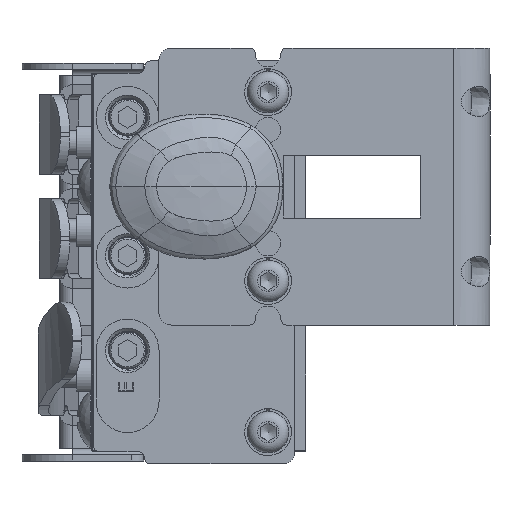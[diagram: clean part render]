
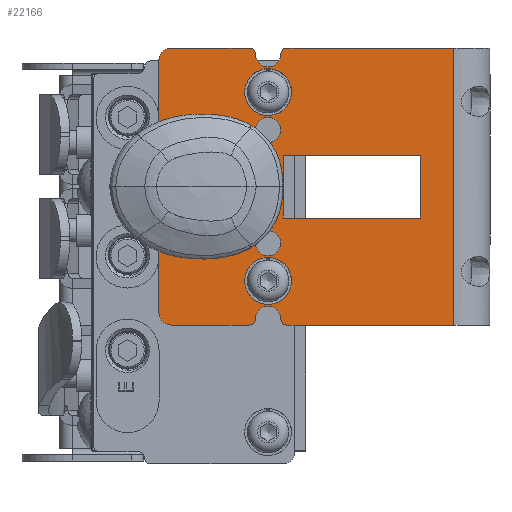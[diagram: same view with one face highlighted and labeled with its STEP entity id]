
A CAD part, left-side view. The second image highlights one B-rep face of the part: STEP entity #22166.
In plain terms, the highlighted planar face has unit normal (-1, 0, 0).
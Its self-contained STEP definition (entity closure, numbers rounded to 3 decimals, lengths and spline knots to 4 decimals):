
#740=FACE_BOUND('',#3799,.T.);
#741=FACE_BOUND('',#3800,.T.);
#742=FACE_BOUND('',#3801,.T.);
#743=FACE_BOUND('',#3802,.T.);
#744=FACE_BOUND('',#3803,.T.);
#745=FACE_BOUND('',#3804,.T.);
#918=PLANE('',#23491);
#1485=CIRCLE('',#23393,0.0625);
#1506=CIRCLE('',#23416,0.125);
#1507=CIRCLE('',#23418,0.0625);
#1508=CIRCLE('',#23420,0.0625);
#1509=CIRCLE('',#23422,0.125);
#1510=CIRCLE('',#23424,0.0625);
#1511=CIRCLE('',#23427,0.125);
#1512=CIRCLE('',#23430,0.125);
#1513=CIRCLE('',#23433,0.25);
#1514=CIRCLE('',#23435,0.572);
#1515=CIRCLE('',#23437,0.25);
#1546=CIRCLE('',#23484,0.125);
#1547=CIRCLE('',#23486,0.125);
#1548=CIRCLE('',#23488,0.125);
#1549=CIRCLE('',#23490,0.125);
#1550=CIRCLE('',#23492,0.4425);
#2570=FACE_OUTER_BOUND('',#3798,.T.);
#3798=EDGE_LOOP('',(#15177,#15178,#15179,#15180,#15181,#15182,#15183,#15184,
#15185,#15186,#15187,#15188,#15189,#15190,#15191,#15192,#15193,#15194));
#3799=EDGE_LOOP('',(#15195,#15196,#15197,#15198));
#3800=EDGE_LOOP('',(#15199));
#3801=EDGE_LOOP('',(#15200));
#3802=EDGE_LOOP('',(#15201));
#3803=EDGE_LOOP('',(#15202));
#3804=EDGE_LOOP('',(#15203));
#5175=LINE('',#30996,#6653);
#5178=LINE('',#31004,#6656);
#5181=LINE('',#31012,#6659);
#5186=LINE('',#31028,#6664);
#5187=LINE('',#31032,#6665);
#5190=LINE('',#31037,#6668);
#5192=LINE('',#31041,#6670);
#5194=LINE('',#31044,#6672);
#5209=LINE('',#31142,#6687);
#5210=LINE('',#31144,#6688);
#5211=LINE('',#31145,#6689);
#6653=VECTOR('',#25365,0.3937);
#6656=VECTOR('',#25374,0.3937);
#6659=VECTOR('',#25383,0.3937);
#6664=VECTOR('',#25402,0.3937);
#6665=VECTOR('',#25405,0.3937);
#6668=VECTOR('',#25410,0.3937);
#6670=VECTOR('',#25414,0.3937);
#6672=VECTOR('',#25418,0.3937);
#6687=VECTOR('',#25531,0.3937);
#6688=VECTOR('',#25532,0.3937);
#6689=VECTOR('',#25533,0.3937);
#9100=VERTEX_POINT('',#30904);
#9101=VERTEX_POINT('',#30906);
#9132=VERTEX_POINT('',#30972);
#9133=VERTEX_POINT('',#30976);
#9134=VERTEX_POINT('',#30980);
#9135=VERTEX_POINT('',#30981);
#9136=VERTEX_POINT('',#30986);
#9137=VERTEX_POINT('',#30990);
#9138=VERTEX_POINT('',#30994);
#9139=VERTEX_POINT('',#30998);
#9140=VERTEX_POINT('',#31000);
#9141=VERTEX_POINT('',#31006);
#9142=VERTEX_POINT('',#31007);
#9143=VERTEX_POINT('',#31014);
#9144=VERTEX_POINT('',#31016);
#9145=VERTEX_POINT('',#31020);
#9146=VERTEX_POINT('',#31024);
#9147=VERTEX_POINT('',#31030);
#9148=VERTEX_POINT('',#31031);
#9149=VERTEX_POINT('',#31036);
#9150=VERTEX_POINT('',#31040);
#9181=VERTEX_POINT('',#31126);
#9182=VERTEX_POINT('',#31130);
#9183=VERTEX_POINT('',#31134);
#9184=VERTEX_POINT('',#31138);
#9185=VERTEX_POINT('',#31143);
#9186=VERTEX_POINT('',#31146);
#11489=EDGE_CURVE('',#9100,#9101,#1485,.T.);
#11522=EDGE_CURVE('',#9132,#9101,#1506,.T.);
#11524=EDGE_CURVE('',#9132,#9133,#1507,.T.);
#11526=EDGE_CURVE('',#9134,#9135,#1508,.T.);
#11530=EDGE_CURVE('',#9134,#9136,#1509,.T.);
#11532=EDGE_CURVE('',#9137,#9136,#1510,.T.);
#11534=EDGE_CURVE('',#9138,#9137,#5175,.T.);
#11536=EDGE_CURVE('',#9139,#9140,#1511,.T.);
#11538=EDGE_CURVE('',#9135,#9139,#5178,.T.);
#11539=EDGE_CURVE('',#9141,#9142,#1512,.T.);
#11542=EDGE_CURVE('',#9142,#9100,#5181,.T.);
#11544=EDGE_CURVE('',#9143,#9144,#1513,.T.);
#11547=EDGE_CURVE('',#9143,#9145,#1514,.T.);
#11549=EDGE_CURVE('',#9146,#9145,#1515,.T.);
#11550=EDGE_CURVE('',#9146,#9140,#5186,.T.);
#11551=EDGE_CURVE('',#9147,#9148,#5187,.T.);
#11554=EDGE_CURVE('',#9148,#9149,#5190,.T.);
#11556=EDGE_CURVE('',#9149,#9150,#5192,.T.);
#11558=EDGE_CURVE('',#9150,#9147,#5194,.T.);
#11599=EDGE_CURVE('',#9181,#9181,#1546,.T.);
#11601=EDGE_CURVE('',#9182,#9182,#1547,.T.);
#11603=EDGE_CURVE('',#9183,#9183,#1548,.T.);
#11605=EDGE_CURVE('',#9184,#9184,#1549,.T.);
#11607=EDGE_CURVE('',#9141,#9144,#5209,.T.);
#11608=EDGE_CURVE('',#9138,#9185,#5210,.T.);
#11609=EDGE_CURVE('',#9133,#9185,#5211,.T.);
#11610=EDGE_CURVE('',#9186,#9186,#1550,.T.);
#15177=ORIENTED_EDGE('',*,*,#11489,.F.);
#15178=ORIENTED_EDGE('',*,*,#11542,.F.);
#15179=ORIENTED_EDGE('',*,*,#11539,.F.);
#15180=ORIENTED_EDGE('',*,*,#11607,.T.);
#15181=ORIENTED_EDGE('',*,*,#11544,.F.);
#15182=ORIENTED_EDGE('',*,*,#11547,.T.);
#15183=ORIENTED_EDGE('',*,*,#11549,.F.);
#15184=ORIENTED_EDGE('',*,*,#11550,.T.);
#15185=ORIENTED_EDGE('',*,*,#11536,.F.);
#15186=ORIENTED_EDGE('',*,*,#11538,.F.);
#15187=ORIENTED_EDGE('',*,*,#11526,.F.);
#15188=ORIENTED_EDGE('',*,*,#11530,.T.);
#15189=ORIENTED_EDGE('',*,*,#11532,.F.);
#15190=ORIENTED_EDGE('',*,*,#11534,.F.);
#15191=ORIENTED_EDGE('',*,*,#11608,.T.);
#15192=ORIENTED_EDGE('',*,*,#11609,.F.);
#15193=ORIENTED_EDGE('',*,*,#11524,.F.);
#15194=ORIENTED_EDGE('',*,*,#11522,.T.);
#15195=ORIENTED_EDGE('',*,*,#11556,.T.);
#15196=ORIENTED_EDGE('',*,*,#11558,.T.);
#15197=ORIENTED_EDGE('',*,*,#11551,.T.);
#15198=ORIENTED_EDGE('',*,*,#11554,.T.);
#15199=ORIENTED_EDGE('',*,*,#11610,.T.);
#15200=ORIENTED_EDGE('',*,*,#11605,.T.);
#15201=ORIENTED_EDGE('',*,*,#11603,.T.);
#15202=ORIENTED_EDGE('',*,*,#11601,.T.);
#15203=ORIENTED_EDGE('',*,*,#11599,.T.);
#22166=ADVANCED_FACE('',(#2570,#740,#741,#742,#743,#744,#745),#918,.F.);
#23393=AXIS2_PLACEMENT_3D('',#30907,#25280,#25281);
#23416=AXIS2_PLACEMENT_3D('',#30973,#25338,#25339);
#23418=AXIS2_PLACEMENT_3D('',#30977,#25343,#25344);
#23420=AXIS2_PLACEMENT_3D('',#30982,#25348,#25349);
#23422=AXIS2_PLACEMENT_3D('',#30988,#25355,#25356);
#23424=AXIS2_PLACEMENT_3D('',#30992,#25360,#25361);
#23427=AXIS2_PLACEMENT_3D('',#31001,#25369,#25370);
#23430=AXIS2_PLACEMENT_3D('',#31008,#25377,#25378);
#23433=AXIS2_PLACEMENT_3D('',#31017,#25387,#25388);
#23435=AXIS2_PLACEMENT_3D('',#31022,#25393,#25394);
#23437=AXIS2_PLACEMENT_3D('',#31026,#25398,#25399);
#23484=AXIS2_PLACEMENT_3D('',#31127,#25511,#25512);
#23486=AXIS2_PLACEMENT_3D('',#31131,#25516,#25517);
#23488=AXIS2_PLACEMENT_3D('',#31135,#25521,#25522);
#23490=AXIS2_PLACEMENT_3D('',#31139,#25526,#25527);
#23491=AXIS2_PLACEMENT_3D('',#31141,#25529,#25530);
#23492=AXIS2_PLACEMENT_3D('',#31147,#25534,#25535);
#25280=DIRECTION('center_axis',(1.,0.,0.));
#25281=DIRECTION('ref_axis',(0.,-0.708,0.706));
#25338=DIRECTION('center_axis',(1.,0.,0.));
#25339=DIRECTION('ref_axis',(0.,0.,-1.));
#25343=DIRECTION('center_axis',(1.,0.,0.));
#25344=DIRECTION('ref_axis',(0.,0.708,0.706));
#25348=DIRECTION('center_axis',(1.,0.,0.));
#25349=DIRECTION('ref_axis',(0.,-0.708,-0.706));
#25355=DIRECTION('center_axis',(1.,0.,0.));
#25356=DIRECTION('ref_axis',(0.,0.,-1.));
#25360=DIRECTION('center_axis',(1.,0.,0.));
#25361=DIRECTION('ref_axis',(0.,0.708,-0.706));
#25365=DIRECTION('',(0.,1.,0.));
#25369=DIRECTION('center_axis',(1.,0.,0.));
#25370=DIRECTION('ref_axis',(0.,0.707,-0.707));
#25374=DIRECTION('',(0.,1.,0.));
#25377=DIRECTION('center_axis',(1.,0.,0.));
#25378=DIRECTION('ref_axis',(0.,0.707,0.707));
#25383=DIRECTION('',(0.,-1.,0.));
#25387=DIRECTION('center_axis',(-1.,0.,0.));
#25388=DIRECTION('ref_axis',(0.,-0.914,-0.407));
#25393=DIRECTION('center_axis',(-1.,0.,0.));
#25394=DIRECTION('ref_axis',(0.,-0.525,0.851));
#25398=DIRECTION('center_axis',(-1.,0.,0.));
#25399=DIRECTION('ref_axis',(0.,-0.914,0.407));
#25402=DIRECTION('',(0.,0.,-1.));
#25405=DIRECTION('',(0.,1.,0.));
#25410=DIRECTION('',(0.,0.,1.));
#25414=DIRECTION('',(0.,-1.,0.));
#25418=DIRECTION('',(0.,0.,-1.));
#25511=DIRECTION('center_axis',(1.,0.,0.));
#25512=DIRECTION('ref_axis',(0.,0.,-1.));
#25516=DIRECTION('center_axis',(1.,0.,0.));
#25517=DIRECTION('ref_axis',(0.,0.,-1.));
#25521=DIRECTION('center_axis',(1.,0.,0.));
#25522=DIRECTION('ref_axis',(0.,0.,-1.));
#25526=DIRECTION('center_axis',(1.,0.,0.));
#25527=DIRECTION('ref_axis',(0.,0.,-1.));
#25529=DIRECTION('center_axis',(1.,0.,0.));
#25530=DIRECTION('ref_axis',(0.,1.,0.));
#25531=DIRECTION('',(0.,0.,-1.));
#25532=DIRECTION('',(0.,0.,1.));
#25533=DIRECTION('',(0.,-1.,0.));
#25534=DIRECTION('center_axis',(1.,0.,0.));
#25535=DIRECTION('ref_axis',(0.,0.,-1.));
#30904=CARTESIAN_POINT('',(0.,0.5966,1.375));
#30906=CARTESIAN_POINT('',(0.,0.5341,1.3123));
#30907=CARTESIAN_POINT('Origin',(0.,0.5966,1.3125));
#30972=CARTESIAN_POINT('',(0.,0.2841,1.3123));
#30973=CARTESIAN_POINT('Origin',(0.,0.4091,1.312));
#30976=CARTESIAN_POINT('',(0.,0.2216,1.375));
#30977=CARTESIAN_POINT('Origin',(0.,0.2216,1.3125));
#30980=CARTESIAN_POINT('',(0.,0.5341,-1.3123));
#30981=CARTESIAN_POINT('',(0.,0.5966,-1.375));
#30982=CARTESIAN_POINT('Origin',(0.,0.5966,-1.3125));
#30986=CARTESIAN_POINT('',(0.,0.2841,-1.3123));
#30988=CARTESIAN_POINT('Origin',(0.,0.4091,-1.312));
#30990=CARTESIAN_POINT('',(0.,0.2216,-1.375));
#30992=CARTESIAN_POINT('Origin',(0.,0.2216,-1.3125));
#30994=CARTESIAN_POINT('',(0.,-1.4349,-1.375));
#30996=CARTESIAN_POINT('',(0.,-1.7935,-1.375));
#30998=CARTESIAN_POINT('',(0.,1.3685,-1.375));
#31000=CARTESIAN_POINT('',(0.,1.4935,-1.25));
#31001=CARTESIAN_POINT('Origin',(0.,1.3685,-1.25));
#31004=CARTESIAN_POINT('',(0.,-1.7935,-1.375));
#31006=CARTESIAN_POINT('',(0.,1.4935,1.25));
#31007=CARTESIAN_POINT('',(0.,1.3685,1.375));
#31008=CARTESIAN_POINT('Origin',(0.,1.3685,1.25));
#31012=CARTESIAN_POINT('',(0.,1.7935,1.375));
#31014=CARTESIAN_POINT('',(0.,1.5762,0.4251));
#31016=CARTESIAN_POINT('',(0.,1.4935,0.6108));
#31017=CARTESIAN_POINT('Origin',(0.,1.7435,0.6108));
#31020=CARTESIAN_POINT('',(0.,1.5762,-0.4251));
#31022=CARTESIAN_POINT('Origin',(0.,1.1934,0.));
#31024=CARTESIAN_POINT('',(0.,1.4935,-0.6108));
#31026=CARTESIAN_POINT('Origin',(0.,1.7435,-0.6108));
#31028=CARTESIAN_POINT('',(0.,1.4935,-0.6875));
#31030=CARTESIAN_POINT('',(0.,-1.1015,-0.3125));
#31031=CARTESIAN_POINT('',(0.,0.261,-0.3125));
#31032=CARTESIAN_POINT('',(0.,-0.5507,-0.3125));
#31036=CARTESIAN_POINT('',(0.,0.261,0.3125));
#31037=CARTESIAN_POINT('',(0.,0.261,-0.1563));
#31040=CARTESIAN_POINT('',(0.,-1.1015,0.3125));
#31041=CARTESIAN_POINT('',(0.,0.1305,0.3125));
#31044=CARTESIAN_POINT('',(0.,-1.1015,0.1563));
#31126=CARTESIAN_POINT('',(0.,0.4091,-0.437));
#31127=CARTESIAN_POINT('Origin',(0.,0.4091,-0.562));
#31130=CARTESIAN_POINT('',(0.,0.4091,1.062));
#31131=CARTESIAN_POINT('Origin',(0.,0.4091,0.937));
#31134=CARTESIAN_POINT('',(0.,0.4091,0.687));
#31135=CARTESIAN_POINT('Origin',(0.,0.4091,0.562));
#31138=CARTESIAN_POINT('',(0.,0.4091,-0.812));
#31139=CARTESIAN_POINT('Origin',(0.,0.4091,-0.937));
#31141=CARTESIAN_POINT('Origin',(0.,0.,0.));
#31142=CARTESIAN_POINT('',(0.,1.4935,0.2435));
#31143=CARTESIAN_POINT('',(0.,-1.4349,1.375));
#31144=CARTESIAN_POINT('',(0.,-1.4349,0.6875));
#31145=CARTESIAN_POINT('',(0.,1.7935,1.375));
#31146=CARTESIAN_POINT('',(0.,1.1508,0.4425));
#31147=CARTESIAN_POINT('Origin',(0.,1.1508,0.));
